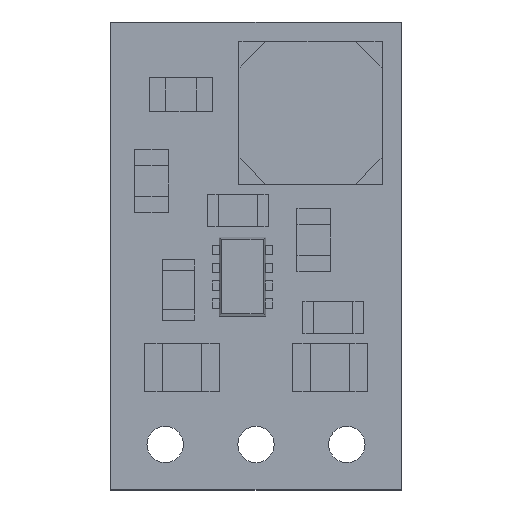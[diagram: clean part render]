
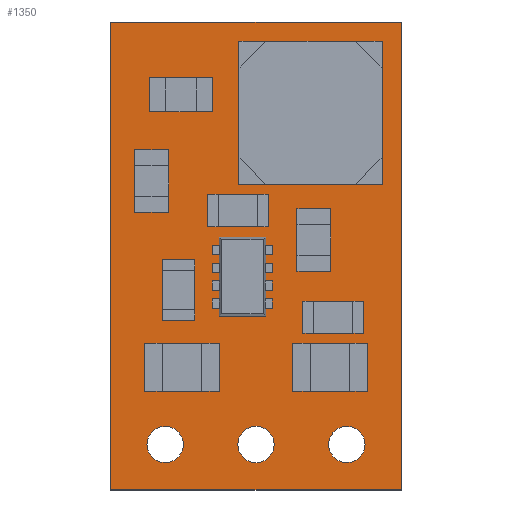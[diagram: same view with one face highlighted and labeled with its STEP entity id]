
A CAD part, top view. The second image highlights one B-rep face of the part: STEP entity #1350.
In plain terms, the highlighted planar face has unit normal (0, 0, 1).
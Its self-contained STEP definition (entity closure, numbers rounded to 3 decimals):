
#50 = FACE_BOUND ( 'NONE', #18741, .T. ) ;
#304 = LINE ( 'NONE', #11532, #12061 ) ;
#344 = CARTESIAN_POINT ( 'NONE',  ( 8.128, 13.081, 1.016 ) ) ;
#429 = AXIS2_PLACEMENT_3D ( 'NONE', #5048, #27672, #22528 ) ;
#737 = CARTESIAN_POINT ( 'NONE',  ( 2.032, 1.27, 1.016 ) ) ;
#1110 = AXIS2_PLACEMENT_3D ( 'NONE', #3416, #31374, #9119 ) ;
#1350 = ADVANCED_FACE ( 'NONE', ( #22025, #50, #27725, #28088 ), #33265, .T. ) ;
#1405 = CIRCLE ( 'NONE', #30798, 0.508 ) ;
#1978 = EDGE_LOOP ( 'NONE', ( #30881, #3238 ) ) ;
#2499 = VERTEX_POINT ( 'NONE', #13303 ) ;
#2635 = VECTOR ( 'NONE', #13140, 1000. ) ;
#3238 = ORIENTED_EDGE ( 'NONE', *, *, #7803, .F. ) ;
#3378 = CARTESIAN_POINT ( 'NONE',  ( 8.128, 0., 1.016 ) ) ;
#3416 = CARTESIAN_POINT ( 'NONE',  ( 0., 0., 1.016 ) ) ;
#3694 = CARTESIAN_POINT ( 'NONE',  ( 3.556, 1.27, 1.016 ) ) ;
#3771 = CARTESIAN_POINT ( 'NONE',  ( 6.604, 1.27, 1.016 ) ) ;
#5048 = CARTESIAN_POINT ( 'NONE',  ( 4.064, 1.27, 1.016 ) ) ;
#6178 = VECTOR ( 'NONE', #29564, 1000. ) ;
#7322 = ORIENTED_EDGE ( 'NONE', *, *, #24175, .F. ) ;
#7444 = EDGE_CURVE ( 'NONE', #29971, #16069, #304, .T. ) ;
#7558 = ORIENTED_EDGE ( 'NONE', *, *, #35195, .T. ) ;
#7803 = EDGE_CURVE ( 'NONE', #25967, #17683, #13840, .T. ) ;
#7884 = CARTESIAN_POINT ( 'NONE',  ( 4.572, 1.27, 1.016 ) ) ;
#8086 = CARTESIAN_POINT ( 'NONE',  ( 1.016, 1.27, 1.016 ) ) ;
#8158 = DIRECTION ( 'NONE',  ( 0., 0., 1. ) ) ;
#8216 = CARTESIAN_POINT ( 'NONE',  ( 7.112, 1.27, 1.016 ) ) ;
#9119 = DIRECTION ( 'NONE',  ( 1., 0., 0. ) ) ;
#9597 = CIRCLE ( 'NONE', #33141, 0.508 ) ;
#10348 = CARTESIAN_POINT ( 'NONE',  ( 1.524, 1.27, 1.016 ) ) ;
#10485 = EDGE_CURVE ( 'NONE', #23023, #28009, #22360, .T. ) ;
#10751 = LINE ( 'NONE', #16275, #2635 ) ;
#11237 = DIRECTION ( 'NONE',  ( 1., 0., 0. ) ) ;
#11532 = CARTESIAN_POINT ( 'NONE',  ( 8.128, 0., 1.016 ) ) ;
#11568 = DIRECTION ( 'NONE',  ( -1., 0., 0. ) ) ;
#11814 = VERTEX_POINT ( 'NONE', #7884 ) ;
#12061 = VECTOR ( 'NONE', #22805, 1000. ) ;
#13140 = DIRECTION ( 'NONE',  ( 0., -1., 0. ) ) ;
#13303 = CARTESIAN_POINT ( 'NONE',  ( 0., 13.081, 1.016 ) ) ;
#13840 = CIRCLE ( 'NONE', #34478, 0.508 ) ;
#14524 = LINE ( 'NONE', #344, #15620 ) ;
#14640 = ORIENTED_EDGE ( 'NONE', *, *, #21114, .F. ) ;
#14932 = ORIENTED_EDGE ( 'NONE', *, *, #7444, .T. ) ;
#15492 = DIRECTION ( 'NONE',  ( 0., 0., 1. ) ) ;
#15619 = ORIENTED_EDGE ( 'NONE', *, *, #29875, .F. ) ;
#15620 = VECTOR ( 'NONE', #11568, 1000. ) ;
#15849 = DIRECTION ( 'NONE',  ( 0., 0., 1. ) ) ;
#16069 = VERTEX_POINT ( 'NONE', #19426 ) ;
#16275 = CARTESIAN_POINT ( 'NONE',  ( 0., 13.081, 1.016 ) ) ;
#16876 = EDGE_CURVE ( 'NONE', #17683, #25967, #1405, .T. ) ;
#17683 = VERTEX_POINT ( 'NONE', #34745 ) ;
#18204 = AXIS2_PLACEMENT_3D ( 'NONE', #36004, #8158, #36195 ) ;
#18448 = ORIENTED_EDGE ( 'NONE', *, *, #10485, .F. ) ;
#18741 = EDGE_LOOP ( 'NONE', ( #15619, #7322 ) ) ;
#19195 = CARTESIAN_POINT ( 'NONE',  ( 6.604, 1.27, 1.016 ) ) ;
#19426 = CARTESIAN_POINT ( 'NONE',  ( 8.128, 13.081, 1.016 ) ) ;
#20109 = DIRECTION ( 'NONE',  ( 0., 0., 1. ) ) ;
#21114 = EDGE_CURVE ( 'NONE', #28009, #23023, #9597, .T. ) ;
#21455 = CARTESIAN_POINT ( 'NONE',  ( 4.064, 1.27, 1.016 ) ) ;
#21494 = EDGE_LOOP ( 'NONE', ( #18448, #14640 ) ) ;
#21654 = CIRCLE ( 'NONE', #429, 0.508 ) ;
#22025 = FACE_BOUND ( 'NONE', #1978, .T. ) ;
#22360 = CIRCLE ( 'NONE', #18204, 0.508 ) ;
#22528 = DIRECTION ( 'NONE',  ( 1., 0., 0. ) ) ;
#22805 = DIRECTION ( 'NONE',  ( 0., 1., 0. ) ) ;
#23023 = VERTEX_POINT ( 'NONE', #8086 ) ;
#24175 = EDGE_CURVE ( 'NONE', #11814, #30240, #26663, .T. ) ;
#25368 = VERTEX_POINT ( 'NONE', #30212 ) ;
#25684 = ORIENTED_EDGE ( 'NONE', *, *, #26193, .T. ) ;
#25967 = VERTEX_POINT ( 'NONE', #8216 ) ;
#26193 = EDGE_CURVE ( 'NONE', #16069, #2499, #14524, .T. ) ;
#26663 = CIRCLE ( 'NONE', #31364, 0.508 ) ;
#26792 = CARTESIAN_POINT ( 'NONE',  ( 0., 0., 1.016 ) ) ;
#26829 = EDGE_CURVE ( 'NONE', #2499, #25368, #10751, .T. ) ;
#27442 = ORIENTED_EDGE ( 'NONE', *, *, #26829, .T. ) ;
#27672 = DIRECTION ( 'NONE',  ( 0., 0., 1. ) ) ;
#27725 = FACE_BOUND ( 'NONE', #21494, .T. ) ;
#28009 = VERTEX_POINT ( 'NONE', #737 ) ;
#28088 = FACE_OUTER_BOUND ( 'NONE', #30461, .T. ) ;
#29564 = DIRECTION ( 'NONE',  ( 1., 0., 0. ) ) ;
#29700 = DIRECTION ( 'NONE',  ( 1., 0., 0. ) ) ;
#29875 = EDGE_CURVE ( 'NONE', #30240, #11814, #21654, .T. ) ;
#29971 = VERTEX_POINT ( 'NONE', #3378 ) ;
#30212 = CARTESIAN_POINT ( 'NONE',  ( 0., 0., 1.016 ) ) ;
#30240 = VERTEX_POINT ( 'NONE', #3694 ) ;
#30461 = EDGE_LOOP ( 'NONE', ( #27442, #7558, #14932, #25684 ) ) ;
#30798 = AXIS2_PLACEMENT_3D ( 'NONE', #3771, #15492, #31928 ) ;
#30881 = ORIENTED_EDGE ( 'NONE', *, *, #16876, .F. ) ;
#31364 = AXIS2_PLACEMENT_3D ( 'NONE', #21455, #33061, #32695 ) ;
#31374 = DIRECTION ( 'NONE',  ( 0., 0., 1. ) ) ;
#31928 = DIRECTION ( 'NONE',  ( 1., 0., 0. ) ) ;
#32521 = LINE ( 'NONE', #26792, #6178 ) ;
#32695 = DIRECTION ( 'NONE',  ( 1., 0., 0. ) ) ;
#33061 = DIRECTION ( 'NONE',  ( 0., 0., 1. ) ) ;
#33141 = AXIS2_PLACEMENT_3D ( 'NONE', #10348, #20109, #11237 ) ;
#33265 = PLANE ( 'NONE',  #1110 ) ;
#34478 = AXIS2_PLACEMENT_3D ( 'NONE', #19195, #15849, #29700 ) ;
#34745 = CARTESIAN_POINT ( 'NONE',  ( 6.096, 1.27, 1.016 ) ) ;
#35195 = EDGE_CURVE ( 'NONE', #25368, #29971, #32521, .T. ) ;
#36004 = CARTESIAN_POINT ( 'NONE',  ( 1.524, 1.27, 1.016 ) ) ;
#36195 = DIRECTION ( 'NONE',  ( 1., 0., 0. ) ) ;
